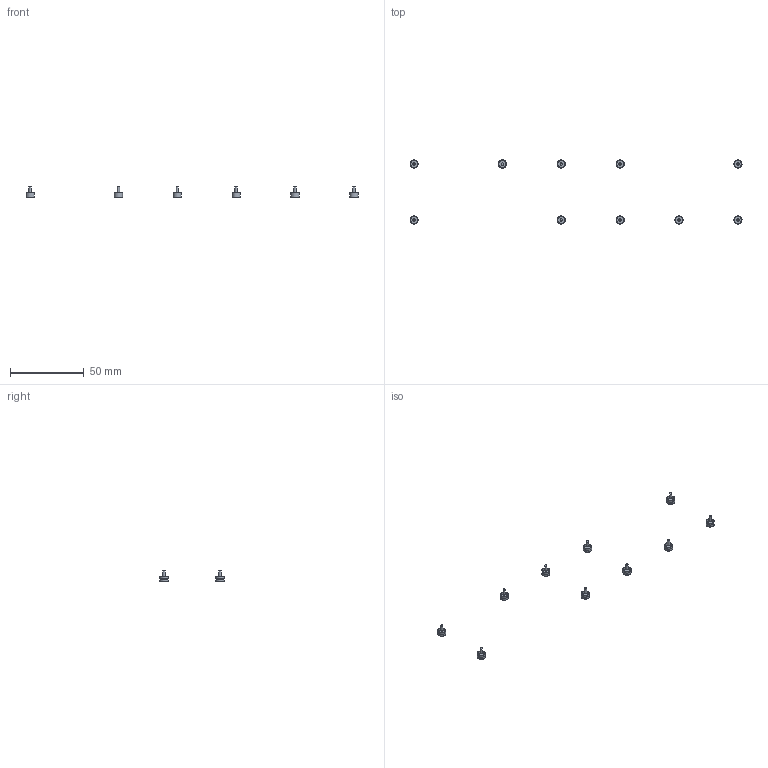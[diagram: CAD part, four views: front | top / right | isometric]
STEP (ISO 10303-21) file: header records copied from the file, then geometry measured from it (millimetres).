
FILE_DESCRIPTION(('Open CASCADE Model'),'2;1');
FILE_NAME('Open CASCADE Shape Model','2026-02-12T16:12:28',('Author'),( 'Open CASCADE'),'Open CASCADE STEP processor 7.8','Open CASCADE 7.8' ,'Unknown');
FILE_SCHEMA(('AUTOMOTIVE_DESIGN { 1 0 10303 214 1 1 1 1 }'));
Length unit declared in the file: millimetre
Products named in the file (31): Open CASCADE STEP translator 7.8 8; Open CASCADE STEP translator 7.8 8.1; Open CASCADE STEP translator 7.8 8.2; Open CASCADE STEP translator 7.8 8.3; Open CASCADE STEP translator 7.8 8.4; Open CASCADE STEP translator 7.8 8.5; Open CASCADE STEP translator 7.8 8.6; Open CASCADE STEP translator 7.8 8.7; Open CASCADE STEP translator 7.8 8.8; Open CASCADE STEP translator 7.8 8.9; Open CASCADE STEP translator 7.8 8.10; Open CASCADE STEP translator 7.8 8.11; Open CASCADE STEP translator 7.8 8.12; Open CASCADE STEP translator 7.8 8.13; Open CASCADE STEP translator 7.8 8.14; Open CASCADE STEP translator 7.8 8.15; Open CASCADE STEP translator 7.8 8.16; Open CASCADE STEP translator 7.8 8.17; Open CASCADE STEP translator 7.8 8.18; Open CASCADE STEP translator 7.8 8.19; Open CASCADE STEP translator 7.8 8.20; Open CASCADE STEP translator 7.8 8.21; Open CASCADE STEP translator 7.8 8.22; Open CASCADE STEP translator 7.8 8.23; Open CASCADE STEP translator 7.8 8.24; Open CASCADE STEP translator 7.8 8.25; Open CASCADE STEP translator 7.8 8.26; Open CASCADE STEP translator 7.8 8.27; Open CASCADE STEP translator 7.8 8.28; Open CASCADE STEP translator 7.8 8.29; Open CASCADE STEP translator 7.8 8.30
Assembly tree (30 placements, depth 2):
  Open CASCADE STEP translator 7.8 8
    Open CASCADE STEP translator 7.8 8.1
    Open CASCADE STEP translator 7.8 8.2
    Open CASCADE STEP translator 7.8 8.3
    Open CASCADE STEP translator 7.8 8.4
    Open CASCADE STEP translator 7.8 8.5
    Open CASCADE STEP translator 7.8 8.6
    Open CASCADE STEP translator 7.8 8.7
    Open CASCADE STEP translator 7.8 8.8
    Open CASCADE STEP translator 7.8 8.9
    Open CASCADE STEP translator 7.8 8.10
    Open CASCADE STEP translator 7.8 8.11
    Open CASCADE STEP translator 7.8 8.12
    Open CASCADE STEP translator 7.8 8.13
    Open CASCADE STEP translator 7.8 8.14
    Open CASCADE STEP translator 7.8 8.15
    Open CASCADE STEP translator 7.8 8.16
    Open CASCADE STEP translator 7.8 8.17
    Open CASCADE STEP translator 7.8 8.18
    Open CASCADE STEP translator 7.8 8.19
    Open CASCADE STEP translator 7.8 8.20
    Open CASCADE STEP translator 7.8 8.21
    Open CASCADE STEP translator 7.8 8.22
    Open CASCADE STEP translator 7.8 8.23
    Open CASCADE STEP translator 7.8 8.24
    Open CASCADE STEP translator 7.8 8.25
    Open CASCADE STEP translator 7.8 8.26
    Open CASCADE STEP translator 7.8 8.27
    Open CASCADE STEP translator 7.8 8.28
    Open CASCADE STEP translator 7.8 8.29
    Open CASCADE STEP translator 7.8 8.30
Bounding box: 225.6 x 43.6 x 7 mm (x, y, z)
Volume: 266.5 mm3; surface area: 1732.3 mm2
Topology: 30 solids, 30 shells, 100 faces, 120 edges, 80 vertices
Faces by surface type: plane 60, cylinder 40
Full cylindrical faces by diameter (mm): 1.6 x10, 4.8 x10, 5 x10, 5.6 x10
Entity records: 4096 total; most frequent: DIRECTION 702, CARTESIAN_POINT 571, ORIENTED_EDGE 240, PCURVE 240, DEFINITIONAL_REPRESENTATION 240, AXIS2_PLACEMENT_3D 211, LINE 200, VECTOR 200
